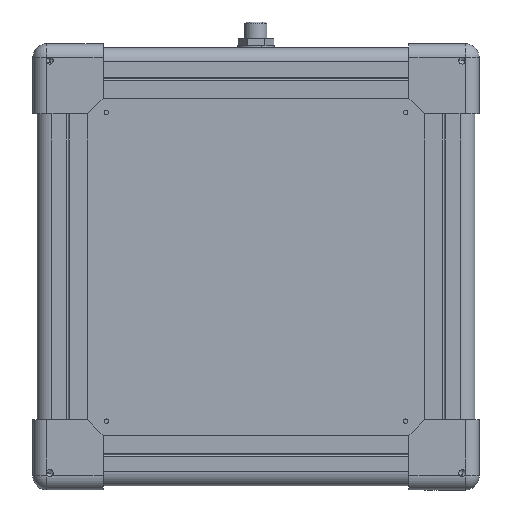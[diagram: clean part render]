
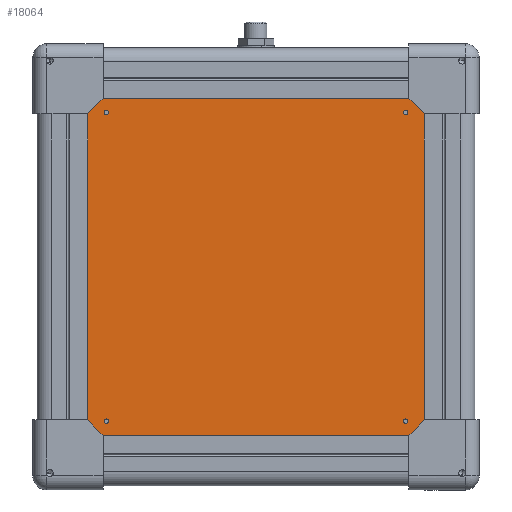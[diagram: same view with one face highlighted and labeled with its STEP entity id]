
A CAD part, front view. The second image highlights one B-rep face of the part: STEP entity #18064.
In plain terms, the highlighted planar face has unit normal (0, -1, 0).
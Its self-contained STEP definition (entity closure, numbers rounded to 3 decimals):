
#65 = AXIS2_PLACEMENT_3D ( 'NONE', #33841, #37091, #22483 ) ;
#132 = EDGE_LOOP ( 'NONE', ( #21700, #35115 ) ) ;
#466 = CARTESIAN_POINT ( 'NONE',  ( 17.2, 0., -15.5 ) ) ;
#1212 = ORIENTED_EDGE ( 'NONE', *, *, #3810, .F. ) ;
#1679 = CARTESIAN_POINT ( 'NONE',  ( 17.2, 0., -126.3 ) ) ;
#1684 = CARTESIAN_POINT ( 'NONE',  ( 123.8, 0., -125.5 ) ) ;
#1821 = ORIENTED_EDGE ( 'NONE', *, *, #21956, .F. ) ;
#2440 = VERTEX_POINT ( 'NONE', #1679 ) ;
#2644 = EDGE_LOOP ( 'NONE', ( #1212, #30128, #15062, #30730 ) ) ;
#3017 = AXIS2_PLACEMENT_3D ( 'NONE', #35525, #23406, #5788 ) ;
#3474 = CARTESIAN_POINT ( 'NONE',  ( 17.2, 0., -16.3 ) ) ;
#3571 = CARTESIAN_POINT ( 'NONE',  ( 17.2, 0., -14.7 ) ) ;
#3810 = EDGE_CURVE ( 'NONE', #31519, #21252, #30829, .T. ) ;
#4082 = CARTESIAN_POINT ( 'NONE',  ( 0., 0., -141. ) ) ;
#4177 = AXIS2_PLACEMENT_3D ( 'NONE', #1684, #7310, #27840 ) ;
#4370 = CARTESIAN_POINT ( 'NONE',  ( 141., 0., 0. ) ) ;
#4752 = CARTESIAN_POINT ( 'NONE',  ( 0., 0., 0. ) ) ;
#5360 = LINE ( 'NONE', #12504, #30763 ) ;
#5506 = EDGE_CURVE ( 'NONE', #22087, #37849, #28822, .T. ) ;
#5544 = DIRECTION ( 'NONE',  ( -1., 0., 0. ) ) ;
#5788 = DIRECTION ( 'NONE',  ( 0., 0., -1. ) ) ;
#6156 = FACE_BOUND ( 'NONE', #31898, .T. ) ;
#6251 = DIRECTION ( 'NONE',  ( 0., -1., 0. ) ) ;
#6655 = DIRECTION ( 'NONE',  ( 0., -1., 0. ) ) ;
#6835 = EDGE_CURVE ( 'NONE', #21252, #26114, #33843, .T. ) ;
#7041 = FACE_BOUND ( 'NONE', #10649, .T. ) ;
#7149 = EDGE_CURVE ( 'NONE', #31346, #2440, #30052, .T. ) ;
#7160 = VERTEX_POINT ( 'NONE', #27304 ) ;
#7310 = DIRECTION ( 'NONE',  ( 0., -1., 0. ) ) ;
#7725 = VERTEX_POINT ( 'NONE', #3571 ) ;
#8684 = DIRECTION ( 'NONE',  ( 0., -1., 0. ) ) ;
#10072 = AXIS2_PLACEMENT_3D ( 'NONE', #17521, #11748, #32429 ) ;
#10379 = AXIS2_PLACEMENT_3D ( 'NONE', #24321, #6655, #27172 ) ;
#10649 = EDGE_LOOP ( 'NONE', ( #1821, #31494 ) ) ;
#11067 = CARTESIAN_POINT ( 'NONE',  ( 123.8, 0., -14.7 ) ) ;
#11625 = ORIENTED_EDGE ( 'NONE', *, *, #26893, .F. ) ;
#11748 = DIRECTION ( 'NONE',  ( 0., -1., 0. ) ) ;
#12081 = ORIENTED_EDGE ( 'NONE', *, *, #5506, .F. ) ;
#12504 = CARTESIAN_POINT ( 'NONE',  ( 0., 0., -141. ) ) ;
#12697 = EDGE_CURVE ( 'NONE', #26114, #24420, #15537, .T. ) ;
#13468 = CARTESIAN_POINT ( 'NONE',  ( 141., 0., -141. ) ) ;
#14892 = FACE_BOUND ( 'NONE', #132, .T. ) ;
#15062 = ORIENTED_EDGE ( 'NONE', *, *, #12697, .F. ) ;
#15537 = LINE ( 'NONE', #17462, #25255 ) ;
#16060 = DIRECTION ( 'NONE',  ( 1., 0., 0. ) ) ;
#16132 = VERTEX_POINT ( 'NONE', #16504 ) ;
#16181 = VECTOR ( 'NONE', #16060, 1000. ) ;
#16230 = FACE_BOUND ( 'NONE', #18314, .T. ) ;
#16504 = CARTESIAN_POINT ( 'NONE',  ( 123.8, 0., -124.7 ) ) ;
#17160 = CARTESIAN_POINT ( 'NONE',  ( 0., 0., -141. ) ) ;
#17264 = CARTESIAN_POINT ( 'NONE',  ( 0., 0., 0. ) ) ;
#17462 = CARTESIAN_POINT ( 'NONE',  ( 141., 0., 0. ) ) ;
#17521 = CARTESIAN_POINT ( 'NONE',  ( 17.2, 0., -125.5 ) ) ;
#17650 = FACE_OUTER_BOUND ( 'NONE', #2644, .T. ) ;
#18064 = ADVANCED_FACE ( 'NONE', ( #6156, #14892, #16230, #7041, #17650 ), #32198, .T. ) ;
#18222 = CIRCLE ( 'NONE', #65, 0.8 ) ;
#18314 = EDGE_LOOP ( 'NONE', ( #23909, #31717 ) ) ;
#18327 = AXIS2_PLACEMENT_3D ( 'NONE', #17160, #8684, #29319 ) ;
#18724 = CIRCLE ( 'NONE', #10072, 0.8 ) ;
#20172 = DIRECTION ( 'NONE',  ( 0., 0., -1. ) ) ;
#20579 = CIRCLE ( 'NONE', #4177, 0.8 ) ;
#20880 = DIRECTION ( 'NONE',  ( 0., 0., -1. ) ) ;
#21252 = VERTEX_POINT ( 'NONE', #35854 ) ;
#21675 = EDGE_CURVE ( 'NONE', #2440, #31346, #18724, .T. ) ;
#21700 = ORIENTED_EDGE ( 'NONE', *, *, #25623, .F. ) ;
#21956 = EDGE_CURVE ( 'NONE', #16132, #7160, #20579, .T. ) ;
#22028 = AXIS2_PLACEMENT_3D ( 'NONE', #22852, #34449, #25728 ) ;
#22087 = VERTEX_POINT ( 'NONE', #11067 ) ;
#22483 = DIRECTION ( 'NONE',  ( 0., 0., -1. ) ) ;
#22852 = CARTESIAN_POINT ( 'NONE',  ( 123.8, 0., -15.5 ) ) ;
#23406 = DIRECTION ( 'NONE',  ( 0., -1., 0. ) ) ;
#23909 = ORIENTED_EDGE ( 'NONE', *, *, #7149, .F. ) ;
#24109 = EDGE_CURVE ( 'NONE', #7160, #16132, #28787, .T. ) ;
#24139 = CIRCLE ( 'NONE', #22028, 0.8 ) ;
#24321 = CARTESIAN_POINT ( 'NONE',  ( 17.2, 0., -125.5 ) ) ;
#24420 = VERTEX_POINT ( 'NONE', #13468 ) ;
#24497 = AXIS2_PLACEMENT_3D ( 'NONE', #466, #6251, #29979 ) ;
#24685 = EDGE_CURVE ( 'NONE', #36567, #7725, #37778, .T. ) ;
#25255 = VECTOR ( 'NONE', #20172, 1000. ) ;
#25623 = EDGE_CURVE ( 'NONE', #7725, #36567, #18222, .T. ) ;
#25728 = DIRECTION ( 'NONE',  ( 0., 0., -1. ) ) ;
#26114 = VERTEX_POINT ( 'NONE', #4370 ) ;
#26779 = CARTESIAN_POINT ( 'NONE',  ( 17.2, 0., -124.7 ) ) ;
#26893 = EDGE_CURVE ( 'NONE', #37849, #22087, #24139, .T. ) ;
#27172 = DIRECTION ( 'NONE',  ( 0., 0., -1. ) ) ;
#27304 = CARTESIAN_POINT ( 'NONE',  ( 123.8, 0., -126.3 ) ) ;
#27840 = DIRECTION ( 'NONE',  ( 0., 0., -1. ) ) ;
#28573 = CARTESIAN_POINT ( 'NONE',  ( 123.8, 0., -16.3 ) ) ;
#28787 = CIRCLE ( 'NONE', #3017, 0.8 ) ;
#28822 = CIRCLE ( 'NONE', #32651, 0.8 ) ;
#29319 = DIRECTION ( 'NONE',  ( 0., 0., -1. ) ) ;
#29979 = DIRECTION ( 'NONE',  ( 0., 0., -1. ) ) ;
#30052 = CIRCLE ( 'NONE', #10379, 0.8 ) ;
#30128 = ORIENTED_EDGE ( 'NONE', *, *, #36088, .F. ) ;
#30352 = VECTOR ( 'NONE', #34924, 1000. ) ;
#30730 = ORIENTED_EDGE ( 'NONE', *, *, #6835, .F. ) ;
#30763 = VECTOR ( 'NONE', #5544, 1000. ) ;
#30829 = LINE ( 'NONE', #17264, #30352 ) ;
#31346 = VERTEX_POINT ( 'NONE', #26779 ) ;
#31494 = ORIENTED_EDGE ( 'NONE', *, *, #24109, .F. ) ;
#31519 = VERTEX_POINT ( 'NONE', #4082 ) ;
#31717 = ORIENTED_EDGE ( 'NONE', *, *, #21675, .F. ) ;
#31898 = EDGE_LOOP ( 'NONE', ( #12081, #11625 ) ) ;
#32198 = PLANE ( 'NONE',  #18327 ) ;
#32429 = DIRECTION ( 'NONE',  ( 0., 0., -1. ) ) ;
#32651 = AXIS2_PLACEMENT_3D ( 'NONE', #32703, #35709, #20880 ) ;
#32703 = CARTESIAN_POINT ( 'NONE',  ( 123.8, 0., -15.5 ) ) ;
#33841 = CARTESIAN_POINT ( 'NONE',  ( 17.2, 0., -15.5 ) ) ;
#33843 = LINE ( 'NONE', #4752, #16181 ) ;
#34449 = DIRECTION ( 'NONE',  ( 0., -1., 0. ) ) ;
#34924 = DIRECTION ( 'NONE',  ( 0., 0., 1. ) ) ;
#35115 = ORIENTED_EDGE ( 'NONE', *, *, #24685, .F. ) ;
#35525 = CARTESIAN_POINT ( 'NONE',  ( 123.8, 0., -125.5 ) ) ;
#35709 = DIRECTION ( 'NONE',  ( 0., -1., 0. ) ) ;
#35854 = CARTESIAN_POINT ( 'NONE',  ( 0., 0., 0. ) ) ;
#36088 = EDGE_CURVE ( 'NONE', #24420, #31519, #5360, .T. ) ;
#36567 = VERTEX_POINT ( 'NONE', #3474 ) ;
#37091 = DIRECTION ( 'NONE',  ( 0., -1., 0. ) ) ;
#37778 = CIRCLE ( 'NONE', #24497, 0.8 ) ;
#37849 = VERTEX_POINT ( 'NONE', #28573 ) ;
